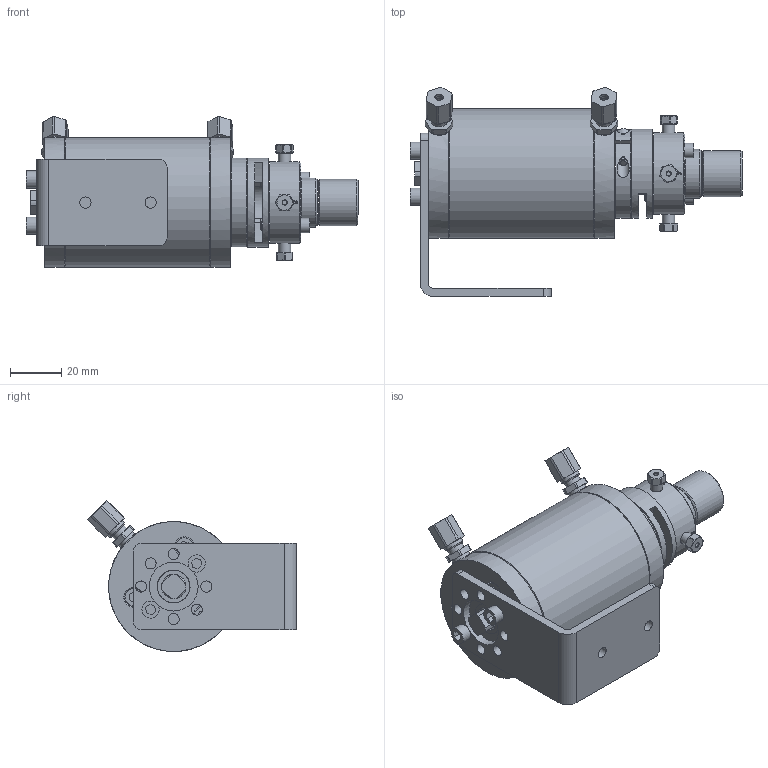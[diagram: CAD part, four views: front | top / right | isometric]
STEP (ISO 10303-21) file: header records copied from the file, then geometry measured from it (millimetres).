
FILE_DESCRIPTION((''),'2;1');
FILE_NAME('312337-AC4W 4 port 2-pos valve air actuated.stp','2013-08-09T15:38:58',('Franzp'),(''),'Autodesk Inventor 2013','Autodesk Inventor 2013','');
FILE_SCHEMA(('AUTOMOTIVE_DESIGN { 1 0 10303 214 1 1 1 1 }'));
Length unit declared in the file: millimetre
Products named in the file (1): 312337_Shrinkwrap_1
Bounding box: 129.25 x 81.22 x 58.72 mm (x, y, z)
Surface area: 35039.6 mm2 (no closed solid volume)
Topology: 0 solids, 48 shells, 279 faces, 921 edges, 665 vertices
Faces by surface type: plane 156, cylinder 95, cone 28
Full cylindrical faces by diameter (mm): 1.727 x4, 2.642 x1, 3.3 x4, 3.51 x2, 4.32 x8, 4.76 x1, 4.826 x4, 5.65 x3, 5.84 x1, 6.3 x2, 6.7 x2, 7.5 x2, 7.65 x2, 7.938 x2, 9.48 x1, 9.525 x1, 14.681 x1, 18 x1, 19.05 x1, 19.075 x1, 31.75 x1, 34.671 x1, 50.54 x2, 50.69 x1
Entity records: 10548 total; most frequent: CARTESIAN_POINT 2405, DIRECTION 1582, ORIENTED_EDGE 1308, EDGE_CURVE 816, VERTEX_POINT 634, AXIS2_PLACEMENT_3D 598, EDGE_LOOP 441, VECTOR 386
